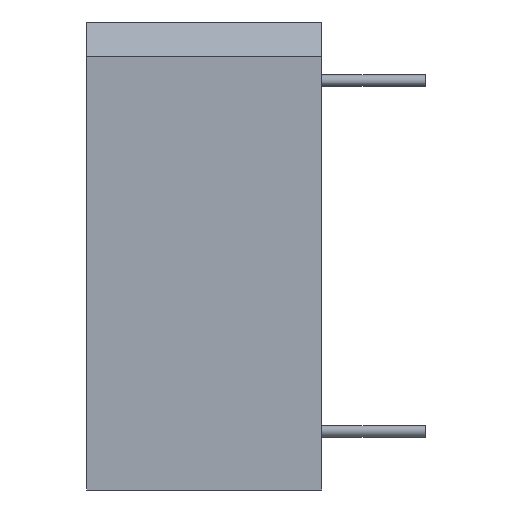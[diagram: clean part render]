
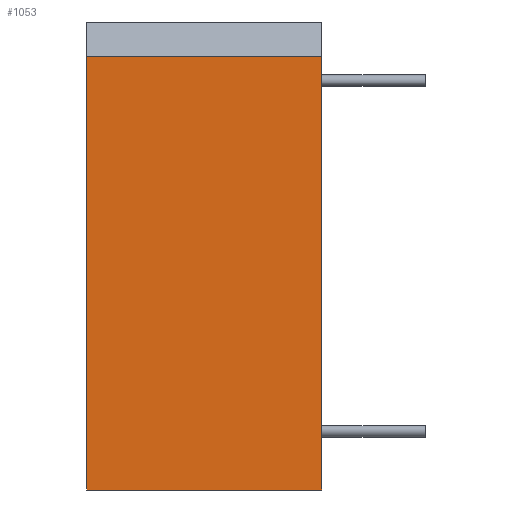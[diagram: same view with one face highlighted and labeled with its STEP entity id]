
A CAD part, left-side view. The second image highlights one B-rep face of the part: STEP entity #1053.
In plain terms, the highlighted planar face has unit normal (-1, 0, 0).
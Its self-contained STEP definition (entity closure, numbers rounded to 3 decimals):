
#15 = LINE ( 'NONE', #1175, #122 ) ;
#77 = DIRECTION ( 'NONE',  ( 0., -1., 0. ) ) ;
#114 = EDGE_CURVE ( 'NONE', #581, #426, #549, .T. ) ;
#122 = VECTOR ( 'NONE', #574, 1000. ) ;
#123 = ORIENTED_EDGE ( 'NONE', *, *, #1219, .T. ) ;
#163 = CARTESIAN_POINT ( 'NONE',  ( -15.9, 10.2, -10.15 ) ) ;
#188 = DIRECTION ( 'NONE',  ( 0., 0., 1. ) ) ;
#196 = CARTESIAN_POINT ( 'NONE',  ( -15.9, 0., 8.65 ) ) ;
#259 = DIRECTION ( 'NONE',  ( 0., 0., -1. ) ) ;
#340 = LINE ( 'NONE', #721, #674 ) ;
#341 = EDGE_CURVE ( 'NONE', #876, #426, #340, .T. ) ;
#348 = CARTESIAN_POINT ( 'NONE',  ( -15.9, 10.2, -10.15 ) ) ;
#426 = VERTEX_POINT ( 'NONE', #960 ) ;
#537 = ORIENTED_EDGE ( 'NONE', *, *, #114, .F. ) ;
#545 = CARTESIAN_POINT ( 'NONE',  ( -15.9, 0., -10.15 ) ) ;
#549 = LINE ( 'NONE', #830, #789 ) ;
#574 = DIRECTION ( 'NONE',  ( 0., 0., 1. ) ) ;
#581 = VERTEX_POINT ( 'NONE', #992 ) ;
#624 = EDGE_CURVE ( 'NONE', #581, #736, #1007, .T. ) ;
#674 = VECTOR ( 'NONE', #797, 1000. ) ;
#721 = CARTESIAN_POINT ( 'NONE',  ( -15.9, 10.2, 8.65 ) ) ;
#722 = ORIENTED_EDGE ( 'NONE', *, *, #624, .T. ) ;
#736 = VERTEX_POINT ( 'NONE', #545 ) ;
#789 = VECTOR ( 'NONE', #188, 1000. ) ;
#797 = DIRECTION ( 'NONE',  ( 0., 1., 0. ) ) ;
#830 = CARTESIAN_POINT ( 'NONE',  ( -15.9, 10.2, -10.15 ) ) ;
#838 = PLANE ( 'NONE',  #1176 ) ;
#873 = VECTOR ( 'NONE', #77, 1000. ) ;
#876 = VERTEX_POINT ( 'NONE', #196 ) ;
#923 = EDGE_LOOP ( 'NONE', ( #123, #1178, #537, #722 ) ) ;
#960 = CARTESIAN_POINT ( 'NONE',  ( -15.9, 10.2, 8.65 ) ) ;
#992 = CARTESIAN_POINT ( 'NONE',  ( -15.9, 10.2, -10.15 ) ) ;
#1007 = LINE ( 'NONE', #163, #873 ) ;
#1053 = ADVANCED_FACE ( 'NONE', ( #1208 ), #838, .F. ) ;
#1120 = DIRECTION ( 'NONE',  ( 1., 0., 0. ) ) ;
#1175 = CARTESIAN_POINT ( 'NONE',  ( -15.9, 0., -10.15 ) ) ;
#1176 = AXIS2_PLACEMENT_3D ( 'NONE', #348, #1120, #259 ) ;
#1178 = ORIENTED_EDGE ( 'NONE', *, *, #341, .T. ) ;
#1208 = FACE_OUTER_BOUND ( 'NONE', #923, .T. ) ;
#1219 = EDGE_CURVE ( 'NONE', #736, #876, #15, .T. ) ;
